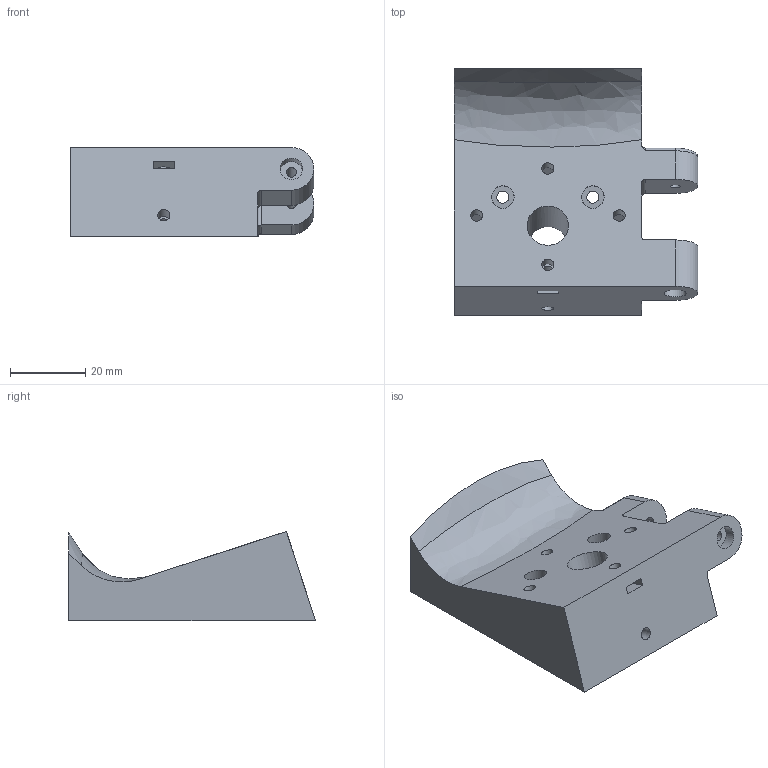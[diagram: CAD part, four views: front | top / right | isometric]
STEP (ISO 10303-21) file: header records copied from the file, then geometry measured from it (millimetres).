
FILE_DESCRIPTION(/* description */ (''),/* implementation_level */ '2;1');
FILE_NAME(/* name */ 'Stock Mounter.step',/* time_stamp */ '2021-02-23T19:31:07-06:00',/* author */ (''),/* organization */ (''),/* preprocessor_version */ 'ST-DEVELOPER v18.1',/* originating_system */ 'Autodesk Translation Framework v9.7.1.1290',/* authorisation */ '');
FILE_SCHEMA (('AUTOMOTIVE_DESIGN { 1 0 10303 214 3 1 1 }'));
Length unit declared in the file: millimetre
Products named in the file (1): Stock Mounter
Bounding box: 65 x 65.76 x 23.78 mm (x, y, z)
Volume: 50562 mm3; surface area: 15012.5 mm2
Topology: 1 solids, 1 shells, 95 faces, 228 edges, 149 vertices
Faces by surface type: plane 60, cylinder 29, torus 4, bspline 2
Full cylindrical faces by diameter (mm): 2.7 x2, 3.2 x13, 6 x3, 11 x1
Entity records: 2940 total; most frequent: CARTESIAN_POINT 591, DIRECTION 472, ORIENTED_EDGE 456, EDGE_CURVE 228, LINE 160, VECTOR 160, AXIS2_PLACEMENT_3D 156, VERTEX_POINT 149
